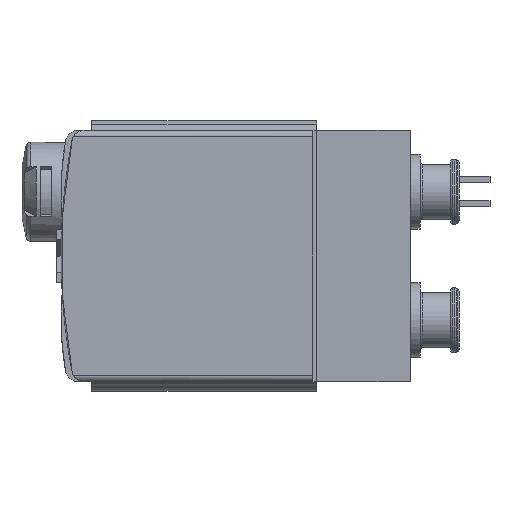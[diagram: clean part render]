
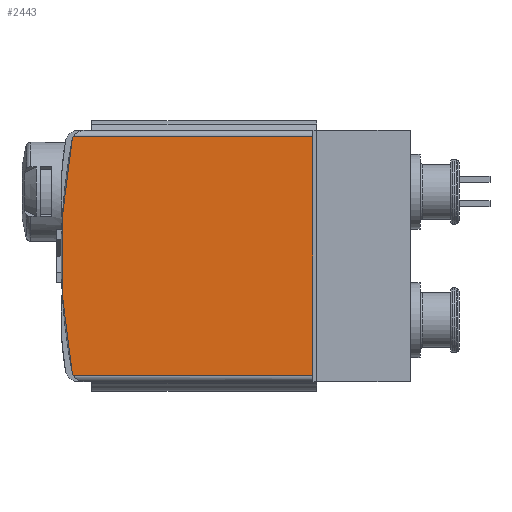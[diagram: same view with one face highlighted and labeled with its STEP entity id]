
A CAD part, left-side view. The second image highlights one B-rep face of the part: STEP entity #2443.
In plain terms, the highlighted planar face has unit normal (-1, 0, 0).
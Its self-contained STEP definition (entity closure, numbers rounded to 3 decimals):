
#35=PLANE('',#2658);
#185=LINE('',#3896,#395);
#187=LINE('',#3899,#397);
#188=LINE('',#3901,#398);
#395=VECTOR('',#3050,1000.);
#397=VECTOR('',#3054,1000.);
#398=VECTOR('',#3055,1000.);
#566=CIRCLE('',#2603,50.);
#600=CIRCLE('',#2655,1.);
#602=CIRCLE('',#2659,1.);
#794=ORIENTED_EDGE('',*,*,#1490,.F.);
#795=ORIENTED_EDGE('',*,*,#1491,.F.);
#796=ORIENTED_EDGE('',*,*,#1492,.F.);
#797=ORIENTED_EDGE('',*,*,#1400,.F.);
#798=ORIENTED_EDGE('',*,*,#1486,.F.);
#799=ORIENTED_EDGE('',*,*,#1488,.T.);
#1400=EDGE_CURVE('',#1752,#1753,#566,.T.);
#1486=EDGE_CURVE('',#1832,#1752,#600,.T.);
#1488=EDGE_CURVE('',#1832,#1833,#185,.T.);
#1490=EDGE_CURVE('',#1835,#1833,#187,.T.);
#1491=EDGE_CURVE('',#1836,#1835,#188,.T.);
#1492=EDGE_CURVE('',#1753,#1836,#602,.T.);
#1752=VERTEX_POINT('',#3700);
#1753=VERTEX_POINT('',#3702);
#1832=VERTEX_POINT('',#3890);
#1833=VERTEX_POINT('',#3894);
#1835=VERTEX_POINT('',#3900);
#1836=VERTEX_POINT('',#3902);
#2015=EDGE_LOOP('',(#794,#795,#796,#797,#798,#799));
#2213=FACE_BOUND('',#2015,.T.);
#2443=ADVANCED_FACE('',(#2213),#35,.F.);
#2603=AXIS2_PLACEMENT_3D('',#3701,#2898,#2899);
#2655=AXIS2_PLACEMENT_3D('',#3891,#3044,#3045);
#2658=AXIS2_PLACEMENT_3D('',#3898,#3052,#3053);
#2659=AXIS2_PLACEMENT_3D('',#3903,#3056,#3057);
#2898=DIRECTION('',(1.,0.,0.));
#2899=DIRECTION('',(0.,0.,-1.));
#3044=DIRECTION('',(1.,0.,0.));
#3045=DIRECTION('',(0.,0.,-1.));
#3050=DIRECTION('',(0.,-1.,0.));
#3052=DIRECTION('',(1.,0.,0.));
#3053=DIRECTION('',(0.,0.,-1.));
#3054=DIRECTION('',(0.,0.,-1.));
#3055=DIRECTION('',(0.,-1.,0.));
#3056=DIRECTION('',(1.,0.,0.));
#3057=DIRECTION('',(0.,0.,-1.));
#3700=CARTESIAN_POINT('',(0.,19.951,-9.439));
#3701=CARTESIAN_POINT('',(0.,-29.15,0.));
#3702=CARTESIAN_POINT('',(0.,19.951,9.439));
#3890=CARTESIAN_POINT('',(0.,19.835,-9.75));
#3891=CARTESIAN_POINT('',(0.,18.969,-9.25));
#3894=CARTESIAN_POINT('',(0.,0.3,-9.75));
#3896=CARTESIAN_POINT('',(0.,23.,-9.75));
#3898=CARTESIAN_POINT('',(0.,23.,-9.75));
#3899=CARTESIAN_POINT('',(0.,0.3,-9.75));
#3900=CARTESIAN_POINT('',(0.,0.3,9.75));
#3901=CARTESIAN_POINT('',(0.,23.,9.75));
#3902=CARTESIAN_POINT('',(0.,19.835,9.75));
#3903=CARTESIAN_POINT('',(0.,18.969,9.25));
